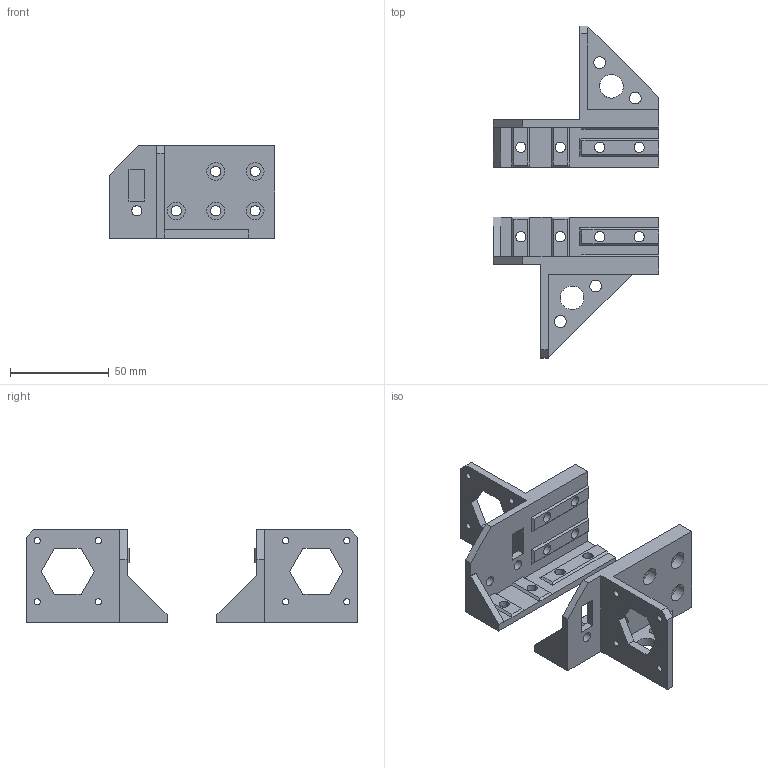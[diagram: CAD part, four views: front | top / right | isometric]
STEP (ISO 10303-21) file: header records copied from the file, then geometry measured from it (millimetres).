
FILE_DESCRIPTION(/* description */ (''),/* implementation_level */ '2;1');
FILE_NAME(/* name */ 'C-BOT XY Motor Brackets.stp',/* time_stamp */ '2015-10-19T19:10:52+01:00',/* author */ (''),/* organization */ (''),/* preprocessor_version */ 'ST-DEVELOPER v15.2',/* originating_system */ 'Autodesk Translator Framework v2.0.0.5431',/* authorisation */ '');
FILE_SCHEMA (('AUTOMOTIVE_DESIGN { 1 0 10303 214 3 1 1 }'));
Length unit declared in the file: centimetre
Products named in the file (1): C-BOT XY Motor Brackets
Bounding box: 84.06 x 168.35 x 47.15 mm (x, y, z)
Volume: 81975.9 mm3; surface area: 40123.3 mm2
Topology: 2 solids, 2 shells, 158 faces, 420 edges, 275 vertices
Faces by surface type: plane 115, cylinder 43
Full cylindrical faces by diameter (mm): 3.2 x8, 5.2 x20, 6 x4, 9 x9, 12 x2
Entity records: 4807 total; most frequent: CARTESIAN_POINT 809, DIRECTION 780, ORIENTED_EDGE 752, EDGE_CURVE 376, LINE 290, VECTOR 290, EDGE_LOOP 286, VERTEX_POINT 274
